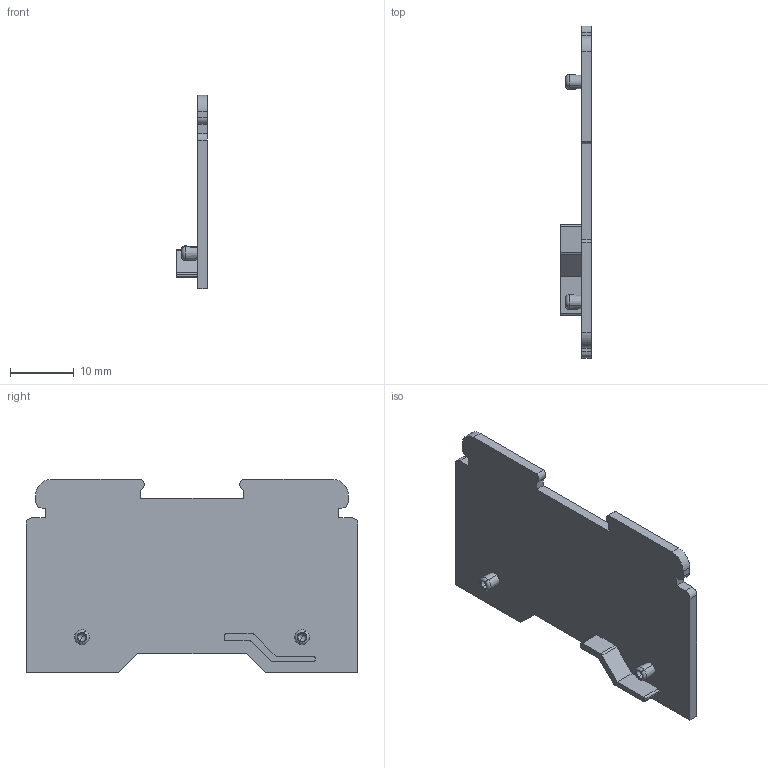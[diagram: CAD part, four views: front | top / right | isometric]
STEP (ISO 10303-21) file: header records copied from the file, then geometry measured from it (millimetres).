
FILE_DESCRIPTION(('CATIA V5R24 STEP','CAx-IF Rec.Pracs.--- Model Styling and Organization---1.2---2011-12-15'),'2;1');
FILE_NAME ('035378-1_1', '2018-08-17T11:11:18+00:00', ('Weidmueller Interface'), ('Weidmueller'), 'CATIA Version 5-6 Release 2014 SP4 HF52', 'CATIA V5 STEP AP214', 'none');
FILE_SCHEMA(('AUTOMOTIVE_DESIGN { 1 0 10303 214 1 1 1 1 }'));
Length unit declared in the file: millimetre
Products named in the file (1): 0477660000
Bounding box: 4.8 x 52 x 30.3 mm (x, y, z)
Volume: 2230.7 mm3; surface area: 3299.8 mm2
Topology: 1 solids, 1 shells, 66 faces, 173 edges, 108 vertices
Faces by surface type: plane 31, cylinder 19, cone 8, revolution 4, torus 4
Entity records: 1948 total; most frequent: CARTESIAN_POINT 371, ORIENTED_EDGE 338, DIRECTION 275, EDGE_CURVE 169, VECTOR 111, LINE 111, AXIS2_PLACEMENT_3D 108, VERTEX_POINT 108
